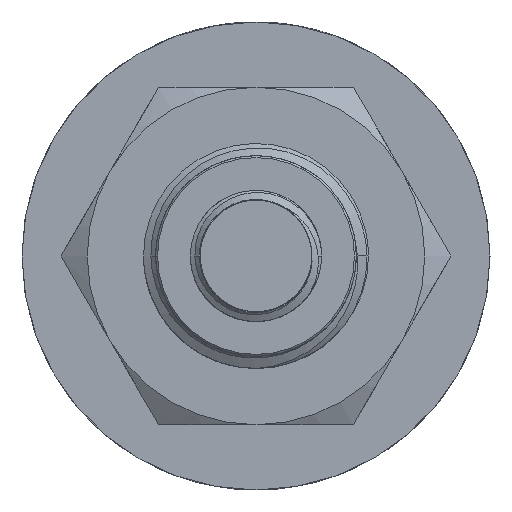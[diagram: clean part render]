
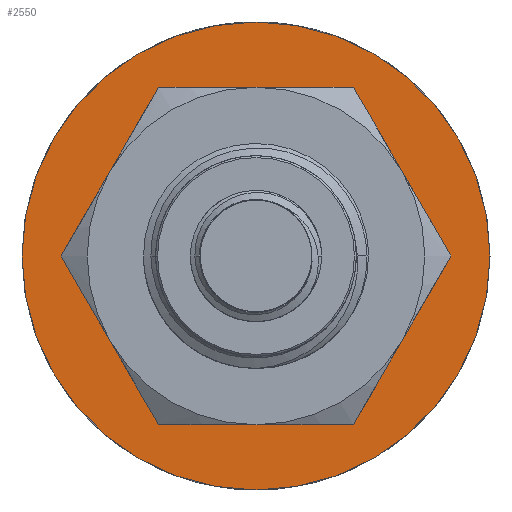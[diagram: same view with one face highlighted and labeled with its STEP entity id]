
A CAD part, left-side view. The second image highlights one B-rep face of the part: STEP entity #2550.
In plain terms, the highlighted planar face has unit normal (-1, 0, 0).
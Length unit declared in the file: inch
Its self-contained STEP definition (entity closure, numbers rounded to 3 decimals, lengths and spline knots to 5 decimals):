
#1784 = ORIENTED_EDGE ( 'NONE', *, *, #12391, .T. ) ;
#1785 = ORIENTED_EDGE ( 'NONE', *, *, #12407, .T. ) ;
#1786 = ORIENTED_EDGE ( 'NONE', *, *, #12393, .T. ) ;
#1787 = ORIENTED_EDGE ( 'NONE', *, *, #12466, .T. ) ;
#2550 = ADVANCED_FACE ( 'NONE', ( #15392, #15400 ), #14596, .F. ) ;
#3991 = DIRECTION ( 'NONE',  ( 0., 0., -1. ) ) ;
#3992 = DIRECTION ( 'NONE',  ( 1., 0., 0. ) ) ;
#3993 = CARTESIAN_POINT ( 'NONE',  ( -0.59, 0., 0. ) ) ;
#4330 = DIRECTION ( 'NONE',  ( 0., 0., -1. ) ) ;
#4331 = DIRECTION ( 'NONE',  ( 1., 0., 0. ) ) ;
#4334 = CARTESIAN_POINT ( 'NONE',  ( -0.59, 0., 0. ) ) ;
#4346 = DIRECTION ( 'NONE',  ( 0., 0., 1. ) ) ;
#4349 = DIRECTION ( 'NONE',  ( -1., 0., 0. ) ) ;
#4368 = CARTESIAN_POINT ( 'NONE',  ( -0.59, 0., 0. ) ) ;
#4379 = DIRECTION ( 'NONE',  ( 0., 0., 1. ) ) ;
#4380 = DIRECTION ( 'NONE',  ( -1., 0., 0. ) ) ;
#4544 = CARTESIAN_POINT ( 'NONE',  ( -0.59, 0., 0. ) ) ;
#4741 = CIRCLE ( 'NONE', #13049, 0.78 ) ;
#4744 = CIRCLE ( 'NONE', #13050, 0.375 ) ;
#4753 = CIRCLE ( 'NONE', #13052, 0.78 ) ;
#4798 = CIRCLE ( 'NONE', #13056, 0.375 ) ;
#7089 = CARTESIAN_POINT ( 'NONE',  ( -0.59, -0.375, 0. ) ) ;
#7100 = CARTESIAN_POINT ( 'NONE',  ( -0.59, 0.375, 0. ) ) ;
#7222 = CARTESIAN_POINT ( 'NONE',  ( -0.59, 0., -0.78 ) ) ;
#7223 = CARTESIAN_POINT ( 'NONE',  ( -0.59, 0., 0.78 ) ) ;
#9100 = VERTEX_POINT ( 'NONE', #7223 ) ;
#9101 = VERTEX_POINT ( 'NONE', #7222 ) ;
#9133 = VERTEX_POINT ( 'NONE', #7100 ) ;
#9134 = VERTEX_POINT ( 'NONE', #7089 ) ;
#11598 = EDGE_LOOP ( 'NONE', ( #1785, #1784 ) ) ;
#11602 = EDGE_LOOP ( 'NONE', ( #1787, #1786 ) ) ;
#12391 = EDGE_CURVE ( 'NONE', #9101, #9100, #4741, .T. ) ;
#12393 = EDGE_CURVE ( 'NONE', #9134, #9133, #4744, .T. ) ;
#12407 = EDGE_CURVE ( 'NONE', #9100, #9101, #4753, .T. ) ;
#12466 = EDGE_CURVE ( 'NONE', #9133, #9134, #4798, .T. ) ;
#12908 = AXIS2_PLACEMENT_3D ( 'NONE', #14499, #14589, #14579 ) ;
#13049 = AXIS2_PLACEMENT_3D ( 'NONE', #4368, #4349, #4346 ) ;
#13050 = AXIS2_PLACEMENT_3D ( 'NONE', #4334, #4331, #4330 ) ;
#13052 = AXIS2_PLACEMENT_3D ( 'NONE', #4544, #4380, #4379 ) ;
#13056 = AXIS2_PLACEMENT_3D ( 'NONE', #3993, #3992, #3991 ) ;
#14499 = CARTESIAN_POINT ( 'NONE',  ( -0.59, 0., 0. ) ) ;
#14579 = DIRECTION ( 'NONE',  ( 0., 0., -1. ) ) ;
#14589 = DIRECTION ( 'NONE',  ( 1., 0., 0. ) ) ;
#14596 = PLANE ( 'NONE',  #12908 ) ;
#15392 = FACE_BOUND ( 'NONE', #11602, .T. ) ;
#15400 = FACE_OUTER_BOUND ( 'NONE', #11598, .T. ) ;
